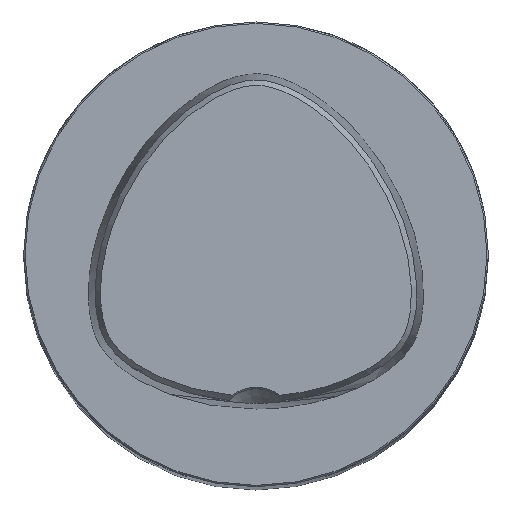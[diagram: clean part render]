
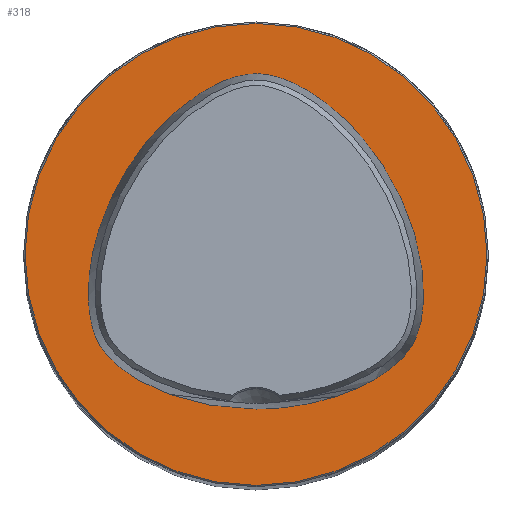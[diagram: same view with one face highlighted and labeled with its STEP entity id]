
A CAD part, top view. The second image highlights one B-rep face of the part: STEP entity #318.
In plain terms, the highlighted planar face has unit normal (0, 0, 1).
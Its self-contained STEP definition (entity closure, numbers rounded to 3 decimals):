
#211=PLANE('',#1120);
#250=CIRCLE('',#1118,49.7);
#281=FACE_BOUND('',#439,.T.);
#282=FACE_BOUND('',#440,.T.);
#318=ADVANCED_FACE('CU_E_LO_SU_1',(#281,#282),#211,.T.);
#439=EDGE_LOOP('',(#564));
#440=EDGE_LOOP('',(#565));
#564=ORIENTED_EDGE('',*,*,#935,.T.);
#565=ORIENTED_EDGE('',*,*,#895,.T.);
#796=VERTEX_POINT('',#1904);
#834=VERTEX_POINT('',#2454);
#895=EDGE_CURVE('',#796,#796,#1033,.T.);
#935=EDGE_CURVE('',#834,#834,#250,.T.);
#1033=B_SPLINE_CURVE_WITH_KNOTS('',3,(#1825,#1826,#1827,#1828,#1829,#1830,
#1831,#1832,#1833,#1834,#1835,#1836,#1837,#1838,#1839,#1840,#1841,#1842,
#1843,#1844,#1845,#1846,#1847,#1848,#1849,#1850,#1851,#1852,#1853,#1854,
#1855,#1856,#1857,#1858,#1859,#1860,#1861,#1862,#1863,#1864,#1865,#1866,
#1867,#1868,#1869,#1870,#1871,#1872,#1873,#1874,#1875,#1876,#1877,#1878,
#1879,#1880,#1881,#1882,#1883,#1884,#1885,#1886,#1887,#1888,#1889,#1890,
#1891,#1892,#1893,#1894,#1895,#1896,#1897,#1898,#1899,#1900,#1901,#1902,
#1903),.UNSPECIFIED.,.T.,.F.,(1,1,2,1,1,1,1,1,1,1,1,1,1,1,1,1,1,1,1,1,1,
1,1,1,1,1,1,1,1,1,1,1,1,1,1,1,1,1,1,1,1,1,1,1,1,1,1,1,1,1,1,1,1,1,1,1,1,
1,1,1,1,1,1,1,1,1,1,1,1,1,1,1,1,1,1,1,1,1,2,1,1),(-0.047,-0.031,0.,
0.031,0.047,0.063,0.078,0.094,0.109,0.125,0.133,0.141,
0.148,0.156,0.164,0.168,0.172,0.18,0.188,0.195,
0.203,0.211,0.219,0.234,0.25,0.266,0.281,0.313,0.344,
0.375,0.391,0.406,0.422,0.438,0.453,0.461,0.469,0.477,
0.484,0.492,0.5,0.508,0.516,0.523,0.531,0.539,0.547,
0.563,0.578,0.594,0.609,0.625,0.656,0.688,0.719,0.734,
0.75,0.766,0.781,0.789,0.797,0.805,0.813,0.82,0.828,
0.832,0.836,0.844,0.852,0.859,0.867,0.875,0.891,
0.906,0.922,0.938,0.953,0.969,1.,1.031,1.047),
 .UNSPECIFIED.);
#1118=AXIS2_PLACEMENT_3D('',#2453,#1243,#1244);
#1120=AXIS2_PLACEMENT_3D('',#2456,#1247,#1248);
#1243=DIRECTION('',(0.,0.,1.));
#1244=DIRECTION('',(1.,0.,0.));
#1247=DIRECTION('',(0.,0.,1.));
#1248=DIRECTION('',(1.,0.,0.));
#1825=CARTESIAN_POINT('',(2.358,-33.275,0.));
#1826=CARTESIAN_POINT('',(-2.358,-33.275,0.));
#1827=CARTESIAN_POINT('',(-5.899,-33.062,0.));
#1828=CARTESIAN_POINT('',(-10.564,-32.342,0.));
#1829=CARTESIAN_POINT('',(-14.022,-31.579,0.));
#1830=CARTESIAN_POINT('',(-17.421,-30.585,0.));
#1831=CARTESIAN_POINT('',(-20.741,-29.347,0.));
#1832=CARTESIAN_POINT('',(-23.953,-27.85,0.));
#1833=CARTESIAN_POINT('',(-26.508,-26.364,0.));
#1834=CARTESIAN_POINT('',(-28.446,-25.014,0.));
#1835=CARTESIAN_POINT('',(-29.836,-23.912,0.));
#1836=CARTESIAN_POINT('',(-31.143,-22.712,0.));
#1837=CARTESIAN_POINT('',(-32.342,-21.401,0.));
#1838=CARTESIAN_POINT('',(-33.217,-20.204,0.));
#1839=CARTESIAN_POINT('',(-33.821,-19.184,0.));
#1840=CARTESIAN_POINT('',(-34.357,-18.128,0.));
#1841=CARTESIAN_POINT('',(-34.902,-16.749,0.));
#1842=CARTESIAN_POINT('',(-35.385,-15.04,0.));
#1843=CARTESIAN_POINT('',(-35.726,-13.299,0.));
#1844=CARTESIAN_POINT('',(-35.948,-11.541,0.));
#1845=CARTESIAN_POINT('',(-36.064,-9.772,0.));
#1846=CARTESIAN_POINT('',(-36.095,-7.411,0.));
#1847=CARTESIAN_POINT('',(-35.922,-4.462,0.));
#1848=CARTESIAN_POINT('',(-35.423,-0.954,0.));
#1849=CARTESIAN_POINT('',(-34.665,2.506,0.));
#1850=CARTESIAN_POINT('',(-33.34,7.037,0.));
#1851=CARTESIAN_POINT('',(-31.139,12.522,0.));
#1852=CARTESIAN_POINT('',(-27.717,18.733,0.));
#1853=CARTESIAN_POINT('',(-24.263,23.527,0.));
#1854=CARTESIAN_POINT('',(-21.153,27.079,0.));
#1855=CARTESIAN_POINT('',(-18.649,29.584,0.));
#1856=CARTESIAN_POINT('',(-15.974,31.907,0.));
#1857=CARTESIAN_POINT('',(-13.129,34.018,0.));
#1858=CARTESIAN_POINT('',(-10.614,35.568,0.));
#1859=CARTESIAN_POINT('',(-8.514,36.651,0.));
#1860=CARTESIAN_POINT('',(-6.895,37.372,0.));
#1861=CARTESIAN_POINT('',(-5.231,37.986,0.));
#1862=CARTESIAN_POINT('',(-3.524,38.472,0.));
#1863=CARTESIAN_POINT('',(-1.776,38.797,0.));
#1864=CARTESIAN_POINT('',(0.,38.915,0.));
#1865=CARTESIAN_POINT('',(1.776,38.797,0.));
#1866=CARTESIAN_POINT('',(3.524,38.472,0.));
#1867=CARTESIAN_POINT('',(5.231,37.986,0.));
#1868=CARTESIAN_POINT('',(6.895,37.372,0.));
#1869=CARTESIAN_POINT('',(8.514,36.651,0.));
#1870=CARTESIAN_POINT('',(10.614,35.568,0.));
#1871=CARTESIAN_POINT('',(13.129,34.018,0.));
#1872=CARTESIAN_POINT('',(15.974,31.907,0.));
#1873=CARTESIAN_POINT('',(18.649,29.584,0.));
#1874=CARTESIAN_POINT('',(21.153,27.079,0.));
#1875=CARTESIAN_POINT('',(24.263,23.527,0.));
#1876=CARTESIAN_POINT('',(27.717,18.733,0.));
#1877=CARTESIAN_POINT('',(31.139,12.522,0.));
#1878=CARTESIAN_POINT('',(33.34,7.037,0.));
#1879=CARTESIAN_POINT('',(34.665,2.506,0.));
#1880=CARTESIAN_POINT('',(35.423,-0.954,0.));
#1881=CARTESIAN_POINT('',(35.922,-4.462,0.));
#1882=CARTESIAN_POINT('',(36.095,-7.411,0.));
#1883=CARTESIAN_POINT('',(36.064,-9.772,0.));
#1884=CARTESIAN_POINT('',(35.948,-11.54,0.));
#1885=CARTESIAN_POINT('',(35.726,-13.299,0.));
#1886=CARTESIAN_POINT('',(35.385,-15.04,0.));
#1887=CARTESIAN_POINT('',(34.902,-16.749,0.));
#1888=CARTESIAN_POINT('',(34.357,-18.128,0.));
#1889=CARTESIAN_POINT('',(33.821,-19.184,0.));
#1890=CARTESIAN_POINT('',(33.217,-20.204,0.));
#1891=CARTESIAN_POINT('',(32.342,-21.401,0.));
#1892=CARTESIAN_POINT('',(31.143,-22.712,0.));
#1893=CARTESIAN_POINT('',(29.836,-23.912,0.));
#1894=CARTESIAN_POINT('',(28.446,-25.014,0.));
#1895=CARTESIAN_POINT('',(26.508,-26.364,0.));
#1896=CARTESIAN_POINT('',(23.953,-27.85,0.));
#1897=CARTESIAN_POINT('',(20.741,-29.347,0.));
#1898=CARTESIAN_POINT('',(17.421,-30.585,0.));
#1899=CARTESIAN_POINT('',(14.022,-31.579,0.));
#1900=CARTESIAN_POINT('',(10.564,-32.342,0.));
#1901=CARTESIAN_POINT('',(5.899,-33.062,0.));
#1902=CARTESIAN_POINT('',(2.358,-33.275,0.));
#1903=CARTESIAN_POINT('',(-2.358,-33.275,0.));
#1904=CARTESIAN_POINT('',(0.,-33.275,0.));
#2453=CARTESIAN_POINT('',(0.,0.,0.));
#2454=CARTESIAN_POINT('',(49.7,0.,0.));
#2456=CARTESIAN_POINT('',(0.,-40.707,0.));
